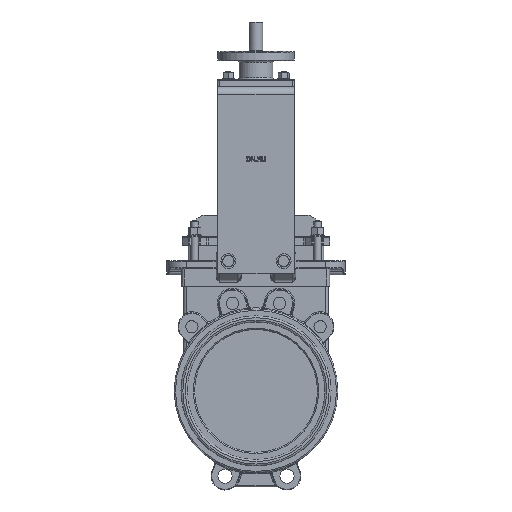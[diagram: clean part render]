
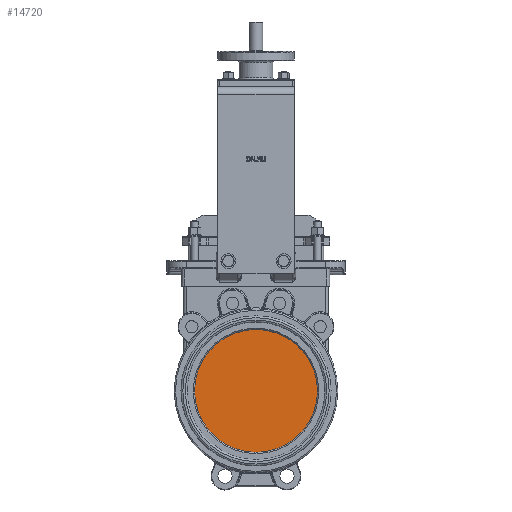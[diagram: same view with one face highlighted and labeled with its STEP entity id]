
A CAD part, top view. The second image highlights one B-rep face of the part: STEP entity #14720.
In plain terms, the highlighted planar face has unit normal (0, 0, 1).
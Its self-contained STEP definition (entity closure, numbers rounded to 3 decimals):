
#945=PLANE('',#16482);
#1737=FACE_OUTER_BOUND('',#2648,.T.);
#2648=EDGE_LOOP('',(#11824));
#3376=CIRCLE('',#15937,100.);
#6202=VERTEX_POINT('',#24701);
#7769=EDGE_CURVE('',#6202,#6202,#3376,.T.);
#11824=ORIENTED_EDGE('',*,*,#7769,.F.);
#14720=ADVANCED_FACE('',(#1737),#945,.T.);
#15937=AXIS2_PLACEMENT_3D('',#24703,#18720,#18721);
#16482=AXIS2_PLACEMENT_3D('',#27157,#20068,#20069);
#18720=DIRECTION('center_axis',(0.,0.,-1.));
#18721=DIRECTION('ref_axis',(1.,0.,0.));
#20068=DIRECTION('center_axis',(0.,0.,1.));
#20069=DIRECTION('ref_axis',(1.,0.,0.));
#24701=CARTESIAN_POINT('',(-100.,0.,12.));
#24703=CARTESIAN_POINT('Origin',(0.,0.,12.));
#27157=CARTESIAN_POINT('Origin',(0.,0.,12.));
